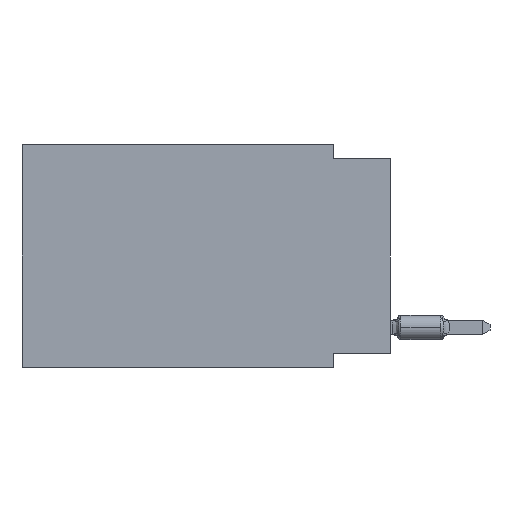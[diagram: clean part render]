
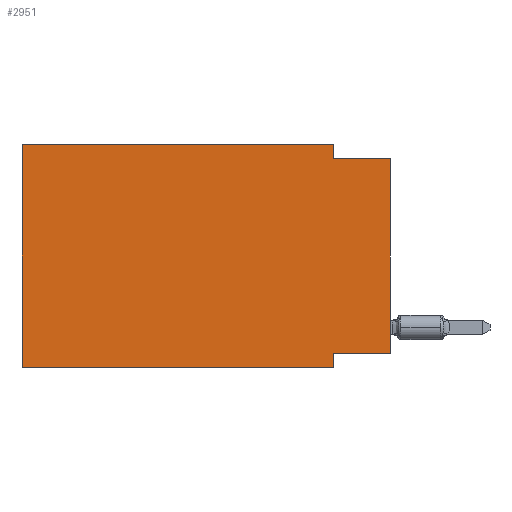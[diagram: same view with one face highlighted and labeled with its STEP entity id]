
A CAD part, left-side view. The second image highlights one B-rep face of the part: STEP entity #2951.
In plain terms, the highlighted planar face has unit normal (-1, 0, 0).
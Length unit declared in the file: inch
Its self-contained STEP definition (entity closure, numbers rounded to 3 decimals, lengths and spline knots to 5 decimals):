
#1057 = EDGE_CURVE ( 'NONE', #17385, #15720, #9486, .T. ) ;
#1228 = ORIENTED_EDGE ( 'NONE', *, *, #14860, .T. ) ;
#1651 = CARTESIAN_POINT ( 'NONE',  ( 0., 0., -0.365 ) ) ;
#1699 = DIRECTION ( 'NONE',  ( 0., -1., 0. ) ) ;
#1744 = DIRECTION ( 'NONE',  ( 0., 0., 1. ) ) ;
#2348 = ORIENTED_EDGE ( 'NONE', *, *, #1057, .T. ) ;
#2600 = PLANE ( 'NONE',  #8643 ) ;
#2702 = CARTESIAN_POINT ( 'NONE',  ( 0., 0.1, 0. ) ) ;
#2951 = ADVANCED_FACE ( 'NONE', ( #17997 ), #2600, .F. ) ;
#3031 = CARTESIAN_POINT ( 'NONE',  ( 0., 0., 0. ) ) ;
#3105 = EDGE_CURVE ( 'NONE', #6021, #9667, #16786, .T. ) ;
#3141 = VECTOR ( 'NONE', #7231, 39.37008 ) ;
#3489 = CARTESIAN_POINT ( 'NONE',  ( 0., 0.1, 0. ) ) ;
#3672 = DIRECTION ( 'NONE',  ( 0., -1., 0. ) ) ;
#3727 = VERTEX_POINT ( 'NONE', #8089 ) ;
#4140 = DIRECTION ( 'NONE',  ( 0., 0., -1. ) ) ;
#4247 = LINE ( 'NONE', #5712, #16803 ) ;
#4437 = VECTOR ( 'NONE', #14028, 39.37008 ) ;
#5165 = LINE ( 'NONE', #18492, #18162 ) ;
#5519 = CARTESIAN_POINT ( 'NONE',  ( 0., 0.1, -0.39 ) ) ;
#5712 = CARTESIAN_POINT ( 'NONE',  ( 0., 0.1, -0.39 ) ) ;
#6021 = VERTEX_POINT ( 'NONE', #7006 ) ;
#6185 = ORIENTED_EDGE ( 'NONE', *, *, #12163, .F. ) ;
#6588 = ORIENTED_EDGE ( 'NONE', *, *, #3105, .F. ) ;
#6955 = CARTESIAN_POINT ( 'NONE',  ( 0., 0.645, -0.39 ) ) ;
#7006 = CARTESIAN_POINT ( 'NONE',  ( 0., 0.645, 0. ) ) ;
#7202 = CARTESIAN_POINT ( 'NONE',  ( 0., 0., -0.025 ) ) ;
#7231 = DIRECTION ( 'NONE',  ( 0., 0., 1. ) ) ;
#7257 = EDGE_CURVE ( 'NONE', #18917, #6021, #17652, .T. ) ;
#7650 = CARTESIAN_POINT ( 'NONE',  ( 0., 0., -0.365 ) ) ;
#7845 = ORIENTED_EDGE ( 'NONE', *, *, #14341, .F. ) ;
#8089 = CARTESIAN_POINT ( 'NONE',  ( 0., 0.1, -0.365 ) ) ;
#8643 = AXIS2_PLACEMENT_3D ( 'NONE', #11828, #13318, #11723 ) ;
#9486 = LINE ( 'NONE', #3031, #12786 ) ;
#9667 = VERTEX_POINT ( 'NONE', #2702 ) ;
#10948 = LINE ( 'NONE', #3489, #4437 ) ;
#11474 = VECTOR ( 'NONE', #14640, 39.37008 ) ;
#11481 = EDGE_LOOP ( 'NONE', ( #2348, #7845, #6185, #6588, #14720, #1228, #18870, #12974 ) ) ;
#11586 = CARTESIAN_POINT ( 'NONE',  ( 0., 0.645, 0. ) ) ;
#11723 = DIRECTION ( 'NONE',  ( 0., 0., -1. ) ) ;
#11828 = CARTESIAN_POINT ( 'NONE',  ( 0., 0.645, 0. ) ) ;
#12033 = EDGE_CURVE ( 'NONE', #3727, #19187, #4247, .T. ) ;
#12069 = DIRECTION ( 'NONE',  ( 0., 1., 0. ) ) ;
#12161 = VERTEX_POINT ( 'NONE', #13917 ) ;
#12163 = EDGE_CURVE ( 'NONE', #9667, #12161, #10948, .T. ) ;
#12786 = VECTOR ( 'NONE', #1744, 39.37008 ) ;
#12974 = ORIENTED_EDGE ( 'NONE', *, *, #13876, .F. ) ;
#13318 = DIRECTION ( 'NONE',  ( 1., 0., 0. ) ) ;
#13876 = EDGE_CURVE ( 'NONE', #17385, #3727, #17569, .T. ) ;
#13917 = CARTESIAN_POINT ( 'NONE',  ( 0., 0.1, -0.025 ) ) ;
#14028 = DIRECTION ( 'NONE',  ( 0., 0., -1. ) ) ;
#14341 = EDGE_CURVE ( 'NONE', #12161, #15720, #16118, .T. ) ;
#14640 = DIRECTION ( 'NONE',  ( 0., -1., 0. ) ) ;
#14720 = ORIENTED_EDGE ( 'NONE', *, *, #7257, .F. ) ;
#14860 = EDGE_CURVE ( 'NONE', #18917, #19187, #5165, .T. ) ;
#15293 = CARTESIAN_POINT ( 'NONE',  ( 0., 0.645, 0. ) ) ;
#15648 = VECTOR ( 'NONE', #1699, 39.37008 ) ;
#15720 = VERTEX_POINT ( 'NONE', #16746 ) ;
#16118 = LINE ( 'NONE', #7202, #11474 ) ;
#16746 = CARTESIAN_POINT ( 'NONE',  ( 0., 0., -0.025 ) ) ;
#16786 = LINE ( 'NONE', #15293, #15648 ) ;
#16803 = VECTOR ( 'NONE', #4140, 39.37008 ) ;
#16854 = VECTOR ( 'NONE', #12069, 39.37008 ) ;
#17385 = VERTEX_POINT ( 'NONE', #7650 ) ;
#17569 = LINE ( 'NONE', #1651, #16854 ) ;
#17652 = LINE ( 'NONE', #11586, #3141 ) ;
#17997 = FACE_OUTER_BOUND ( 'NONE', #11481, .T. ) ;
#18162 = VECTOR ( 'NONE', #3672, 39.37008 ) ;
#18492 = CARTESIAN_POINT ( 'NONE',  ( 0., 0.645, -0.39 ) ) ;
#18870 = ORIENTED_EDGE ( 'NONE', *, *, #12033, .F. ) ;
#18917 = VERTEX_POINT ( 'NONE', #6955 ) ;
#19187 = VERTEX_POINT ( 'NONE', #5519 ) ;
